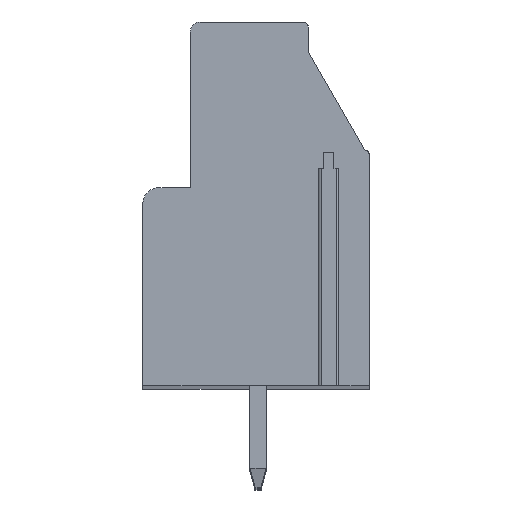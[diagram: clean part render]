
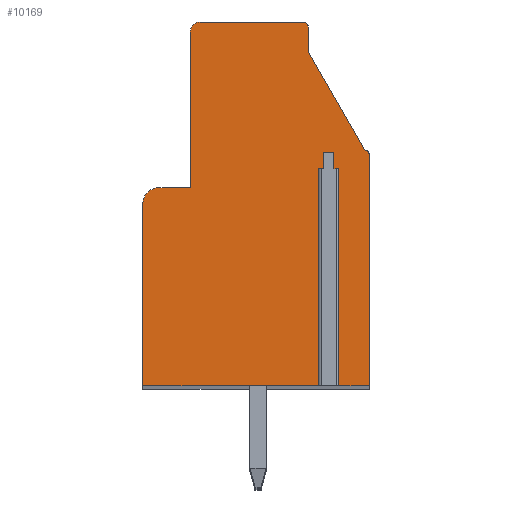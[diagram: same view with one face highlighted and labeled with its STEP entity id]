
A CAD part, top view. The second image highlights one B-rep face of the part: STEP entity #10169.
In plain terms, the highlighted planar face has unit normal (0, 0, 1).
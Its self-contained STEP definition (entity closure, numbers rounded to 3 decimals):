
#3187=DIRECTION('',(-1.,0.,0.));
#3188=VECTOR('',#3187,0.5);
#3189=CARTESIAN_POINT('',(3.85,2.55,3.81));
#3190=LINE('',#3189,#3188);
#3191=DIRECTION('',(0.,1.,0.));
#3192=VECTOR('',#3191,0.8);
#3193=CARTESIAN_POINT('',(3.35,1.75,3.81));
#3194=LINE('',#3193,#3192);
#3195=DIRECTION('',(0.,1.,0.));
#3196=VECTOR('',#3195,10.75);
#3197=CARTESIAN_POINT('',(3.35,-9.,3.81));
#3198=LINE('',#3197,#3196);
#3199=DIRECTION('',(1.,0.,0.));
#3200=VECTOR('',#3199,8.95);
#3201=CARTESIAN_POINT('',(-5.6,-9.,3.81));
#3202=LINE('',#3201,#3200);
#3203=DIRECTION('',(0.,-1.,0.));
#3204=VECTOR('',#3203,9.);
#3205=CARTESIAN_POINT('',(-5.6,0.,3.81));
#3206=LINE('',#3205,#3204);
#3207=CARTESIAN_POINT('',(-4.8,0.,3.81));
#3208=DIRECTION('',(0.,0.,1.));
#3209=DIRECTION('',(0.,1.,0.));
#3210=AXIS2_PLACEMENT_3D('',#3207,#3208,#3209);
#3212=DIRECTION('',(-1.,0.,0.));
#3213=VECTOR('',#3212,1.55);
#3214=CARTESIAN_POINT('',(-3.25,0.8,3.81));
#3215=LINE('',#3214,#3213);
#3216=DIRECTION('',(0.,-1.,0.));
#3217=VECTOR('',#3216,7.7);
#3218=CARTESIAN_POINT('',(-3.25,8.5,3.81));
#3219=LINE('',#3218,#3217);
#3220=CARTESIAN_POINT('',(-2.75,8.5,3.81));
#3221=DIRECTION('',(0.,0.,1.));
#3222=DIRECTION('',(0.,1.,0.));
#3223=AXIS2_PLACEMENT_3D('',#3220,#3221,#3222);
#3225=DIRECTION('',(-1.,0.,0.));
#3226=VECTOR('',#3225,5.05);
#3227=CARTESIAN_POINT('',(2.3,9.,3.81));
#3228=LINE('',#3227,#3226);
#3229=CARTESIAN_POINT('',(2.3,8.7,3.81));
#3230=DIRECTION('',(0.,0.,1.));
#3231=DIRECTION('',(1.,0.,0.));
#3232=AXIS2_PLACEMENT_3D('',#3229,#3230,#3231);
#3234=DIRECTION('',(0.,1.,0.));
#3235=VECTOR('',#3234,1.2);
#3236=CARTESIAN_POINT('',(2.6,7.5,3.81));
#3237=LINE('',#3236,#3235);
#3238=DIRECTION('',(-0.5,0.866,0.));
#3239=VECTOR('',#3238,5.6);
#3240=CARTESIAN_POINT('',(5.4,2.65,3.81));
#3241=LINE('',#3240,#3239);
#3242=CARTESIAN_POINT('',(5.4,2.45,3.81));
#3243=DIRECTION('',(0.,0.,1.));
#3244=DIRECTION('',(1.,0.,0.));
#3245=AXIS2_PLACEMENT_3D('',#3242,#3243,#3244);
#3247=DIRECTION('',(0.,1.,0.));
#3248=VECTOR('',#3247,11.45);
#3249=CARTESIAN_POINT('',(5.6,-9.,3.81));
#3250=LINE('',#3249,#3248);
#3251=DIRECTION('',(1.,0.,0.));
#3252=VECTOR('',#3251,1.75);
#3253=CARTESIAN_POINT('',(3.85,-9.,3.81));
#3254=LINE('',#3253,#3252);
#3255=DIRECTION('',(0.,1.,0.));
#3256=VECTOR('',#3255,10.75);
#3257=CARTESIAN_POINT('',(3.85,-9.,3.81));
#3258=LINE('',#3257,#3256);
#3259=DIRECTION('',(0.,1.,0.));
#3260=VECTOR('',#3259,0.8);
#3261=CARTESIAN_POINT('',(3.85,1.75,3.81));
#3262=LINE('',#3261,#3260);
#4829=CARTESIAN_POINT('',(5.6,-9.,3.81));
#4830=CARTESIAN_POINT('',(5.6,2.45,3.81));
#4831=VERTEX_POINT('',#4829);
#4832=VERTEX_POINT('',#4830);
#4833=CARTESIAN_POINT('',(5.4,2.65,3.81));
#4834=VERTEX_POINT('',#4833);
#4835=CARTESIAN_POINT('',(2.6,7.5,3.81));
#4836=VERTEX_POINT('',#4835);
#4838=CARTESIAN_POINT('',(-5.6,-9.,3.81));
#4840=VERTEX_POINT('',#4838);
#4857=CARTESIAN_POINT('',(3.35,-9.,3.81));
#4858=VERTEX_POINT('',#4857);
#4859=CARTESIAN_POINT('',(3.85,-9.,3.81));
#4860=VERTEX_POINT('',#4859);
#5030=CARTESIAN_POINT('',(-3.25,0.8,3.81));
#5032=VERTEX_POINT('',#5030);
#5037=CARTESIAN_POINT('',(-4.8,0.8,3.81));
#5038=VERTEX_POINT('',#5037);
#5039=CARTESIAN_POINT('',(-5.6,0.,3.81));
#5040=VERTEX_POINT('',#5039);
#5045=CARTESIAN_POINT('',(-2.75,9.,3.81));
#5046=VERTEX_POINT('',#5045);
#5047=CARTESIAN_POINT('',(-3.25,8.5,3.81));
#5048=VERTEX_POINT('',#5047);
#5053=CARTESIAN_POINT('',(2.6,8.7,3.81));
#5054=VERTEX_POINT('',#5053);
#5055=CARTESIAN_POINT('',(2.3,9.,3.81));
#5056=VERTEX_POINT('',#5055);
#5061=CARTESIAN_POINT('',(3.85,2.55,3.81));
#5062=CARTESIAN_POINT('',(3.35,2.55,3.81));
#5063=VERTEX_POINT('',#5061);
#5064=VERTEX_POINT('',#5062);
#5065=CARTESIAN_POINT('',(3.35,1.75,3.81));
#5066=VERTEX_POINT('',#5065);
#5067=CARTESIAN_POINT('',(3.85,1.75,3.81));
#5068=VERTEX_POINT('',#5067);
#10139=CARTESIAN_POINT('',(0.,0.,3.81));
#10140=DIRECTION('',(0.,0.,1.));
#10141=DIRECTION('',(1.,0.,0.));
#10142=AXIS2_PLACEMENT_3D('',#10139,#10140,#10141);
#10143=PLANE('',#10142);
#10145=ORIENTED_EDGE('',*,*,#10144,.T.);
#10147=ORIENTED_EDGE('',*,*,#10146,.F.);
#10149=ORIENTED_EDGE('',*,*,#10148,.F.);
#10150=ORIENTED_EDGE('',*,*,#9896,.F.);
#10151=ORIENTED_EDGE('',*,*,#10132,.F.);
#10152=ORIENTED_EDGE('',*,*,#6129,.F.);
#10153=ORIENTED_EDGE('',*,*,#6145,.F.);
#10154=ORIENTED_EDGE('',*,*,#6157,.F.);
#10155=ORIENTED_EDGE('',*,*,#6172,.F.);
#10156=ORIENTED_EDGE('',*,*,#6187,.F.);
#10157=ORIENTED_EDGE('',*,*,#9704,.F.);
#10158=ORIENTED_EDGE('',*,*,#9719,.F.);
#10159=ORIENTED_EDGE('',*,*,#9732,.F.);
#10160=ORIENTED_EDGE('',*,*,#9746,.F.);
#10161=ORIENTED_EDGE('',*,*,#9760,.F.);
#10162=ORIENTED_EDGE('',*,*,#9908,.F.);
#10164=ORIENTED_EDGE('',*,*,#10163,.T.);
#10166=ORIENTED_EDGE('',*,*,#10165,.T.);
#10167=EDGE_LOOP('',(#10145,#10147,#10149,#10150,#10151,#10152,#10153,#10154,
#10155,#10156,#10157,#10158,#10159,#10160,#10161,#10162,#10164,#10166));
#10168=FACE_OUTER_BOUND('',#10167,.F.);
#3211=CIRCLE('',#3210,0.8);
#3224=CIRCLE('',#3223,0.5);
#3233=CIRCLE('',#3232,0.3);
#3246=CIRCLE('',#3245,0.2);
#6129=EDGE_CURVE('',#5038,#5040,#3211,.T.);
#6145=EDGE_CURVE('',#5032,#5038,#3215,.T.);
#6157=EDGE_CURVE('',#5048,#5032,#3219,.T.);
#6172=EDGE_CURVE('',#5046,#5048,#3224,.T.);
#6187=EDGE_CURVE('',#5056,#5046,#3228,.T.);
#9704=EDGE_CURVE('',#5054,#5056,#3233,.T.);
#9719=EDGE_CURVE('',#4836,#5054,#3237,.T.);
#9732=EDGE_CURVE('',#4834,#4836,#3241,.T.);
#9746=EDGE_CURVE('',#4832,#4834,#3246,.T.);
#9760=EDGE_CURVE('',#4831,#4832,#3250,.T.);
#9896=EDGE_CURVE('',#4840,#4858,#3202,.T.);
#9908=EDGE_CURVE('',#4860,#4831,#3254,.T.);
#10132=EDGE_CURVE('',#5040,#4840,#3206,.T.);
#10144=EDGE_CURVE('',#5063,#5064,#3190,.T.);
#10146=EDGE_CURVE('',#5066,#5064,#3194,.T.);
#10148=EDGE_CURVE('',#4858,#5066,#3198,.T.);
#10163=EDGE_CURVE('',#4860,#5068,#3258,.T.);
#10165=EDGE_CURVE('',#5068,#5063,#3262,.T.);
#10169=ADVANCED_FACE('',(#10168),#10143,.T.);
